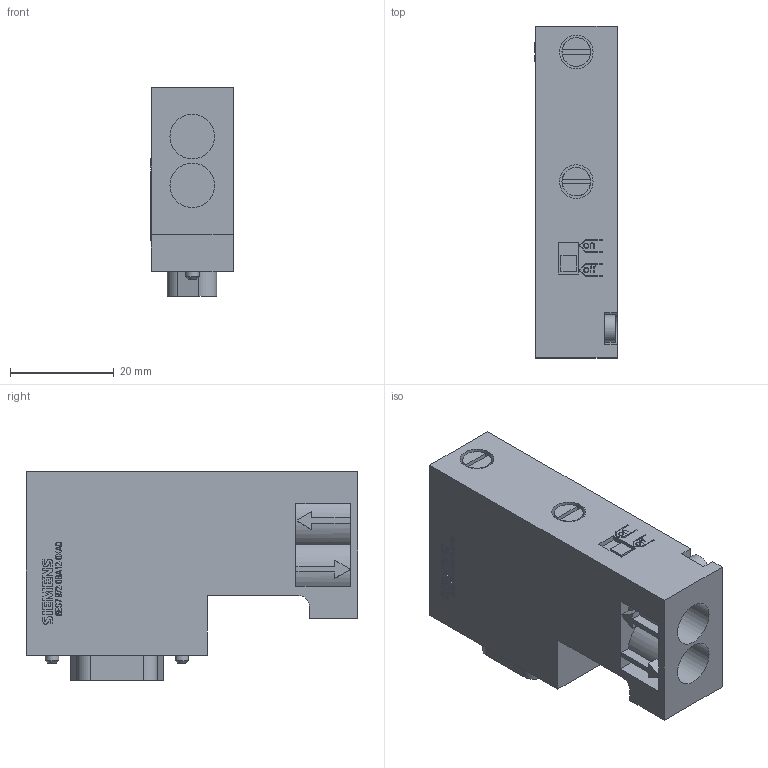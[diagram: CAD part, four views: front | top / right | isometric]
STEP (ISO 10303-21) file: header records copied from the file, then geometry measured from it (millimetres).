
FILE_DESCRIPTION(/* description */ (''),/* implementation_level */ '2;1');
FILE_NAME(/* name */ '6ES7972-0BA12-0XA0_3d.stp',/* time_stamp */ '2024-07-17T12:01:07+02:00',/* author */ (''),/* organization */ (''),/* preprocessor_version */ 'ST-DEVELOPER v18.102',/* originating_system */ 'SIEMENS PLM Software NX 2023',/* authorisation */ '');
FILE_SCHEMA (('AUTOMOTIVE_DESIGN { 1 0 10303 214 3 1 1 1 }'));
Length unit declared in the file: millimetre
Products named in the file (3): A5E30209047A_RS-AA_002_1-labeling; A5E30204072A_RS-AA_002_1-box; A5E30204073A_RS-AA_002_3-CAx_6ES79720BA120XA0
Assembly tree (2 placements, depth 2):
  A5E30204073A_RS-AA_002_3-CAx_6ES79720BA120XA0
    A5E30204072A_RS-AA_002_1-box
    A5E30209047A_RS-AA_002_1-labeling
Bounding box: 15.9 x 63.94 x 40.24 mm (x, y, z)
Volume: 29185.1 mm3; surface area: 9785.3 mm2
Topology: 26 solids, 26 shells, 616 faces, 1560 edges, 1042 vertices
Faces by surface type: plane 496, cylinder 73, extrusion 45, cone 2
Full cylindrical faces by diameter (mm): 0.7 x1, 0.707 x1, 0.8 x2, 0.993 x1, 1 x12, 2.6 x4, 3.95 x2, 5.35 x2, 5.5 x2, 6.5 x2, 8.6 x2
Entity records: 26177 total; most frequent: CARTESIAN_POINT 7017, ORIENTED_EDGE 3010, DIRECTION 2785, EDGE_CURVE 1505, VECTOR 1277, LINE 1232, VERTEX_POINT 1020, AXIS2_PLACEMENT_3D 754
